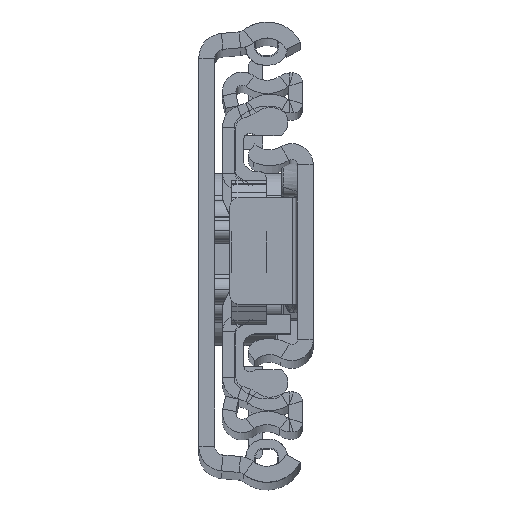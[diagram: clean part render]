
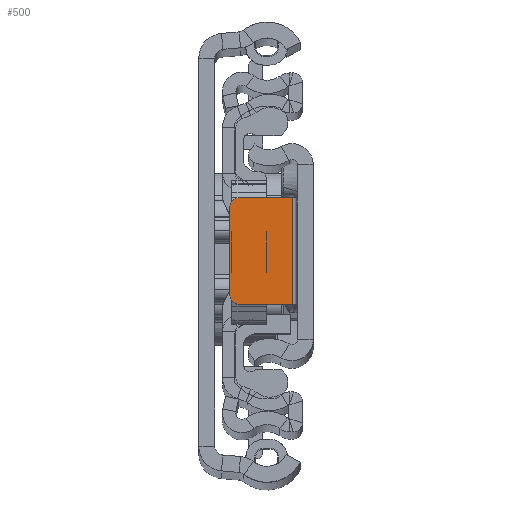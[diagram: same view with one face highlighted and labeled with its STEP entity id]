
A CAD part, top view. The second image highlights one B-rep face of the part: STEP entity #500.
In plain terms, the highlighted planar face has unit normal (0, 0, 1).
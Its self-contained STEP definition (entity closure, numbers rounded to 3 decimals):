
#500 = ADVANCED_FACE ( 'NONE', ( #9560 ), #16716, .T. ) ;
#1128 = EDGE_CURVE ( 'NONE', #10757, #21511, #24902, .T. ) ;
#4964 = AXIS2_PLACEMENT_3D ( 'NONE', #22968, #27953, #25143 ) ;
#5531 = DIRECTION ( 'NONE',  ( 1., 0., 0. ) ) ;
#5556 = CARTESIAN_POINT ( 'NONE',  ( -9.4, -4.849, -6.8 ) ) ;
#6062 = DIRECTION ( 'NONE',  ( -1., 0., 0. ) ) ;
#6764 = DIRECTION ( 'NONE',  ( 0., 0., 1. ) ) ;
#6870 = EDGE_LOOP ( 'NONE', ( #28782, #30725, #9608, #21099, #29296, #29464 ) ) ;
#7221 = CARTESIAN_POINT ( 'NONE',  ( -8.4, -5.849, -6.8 ) ) ;
#7373 = VECTOR ( 'NONE', #6062, 1000. ) ;
#7644 = LINE ( 'NONE', #12476, #26019 ) ;
#7954 = VECTOR ( 'NONE', #15167, 1000. ) ;
#8896 = VERTEX_POINT ( 'NONE', #8933 ) ;
#8933 = CARTESIAN_POINT ( 'NONE',  ( -2.3, 6.151, -6.8 ) ) ;
#9560 = FACE_OUTER_BOUND ( 'NONE', #6870, .T. ) ;
#9608 = ORIENTED_EDGE ( 'NONE', *, *, #1128, .F. ) ;
#10757 = VERTEX_POINT ( 'NONE', #30302 ) ;
#11457 = CIRCLE ( 'NONE', #4964, 1. ) ;
#11710 = AXIS2_PLACEMENT_3D ( 'NONE', #17549, #24688, #24378 ) ;
#11756 = CARTESIAN_POINT ( 'NONE',  ( 0., 0., -6.8 ) ) ;
#12476 = CARTESIAN_POINT ( 'NONE',  ( -9.4, 6.151, -6.8 ) ) ;
#13268 = EDGE_CURVE ( 'NONE', #16881, #8896, #15037, .T. ) ;
#13400 = EDGE_CURVE ( 'NONE', #17594, #28527, #7644, .T. ) ;
#14947 = EDGE_CURVE ( 'NONE', #16881, #28527, #15672, .T. ) ;
#15037 = LINE ( 'NONE', #29186, #23044 ) ;
#15167 = DIRECTION ( 'NONE',  ( 0., -1., 0. ) ) ;
#15672 = CIRCLE ( 'NONE', #11710, 1. ) ;
#16716 = PLANE ( 'NONE',  #27688 ) ;
#16881 = VERTEX_POINT ( 'NONE', #19506 ) ;
#17549 = CARTESIAN_POINT ( 'NONE',  ( -8.4, 5.151, -6.8 ) ) ;
#17594 = VERTEX_POINT ( 'NONE', #5556 ) ;
#19200 = DIRECTION ( 'NONE',  ( 0., 1., 0. ) ) ;
#19506 = CARTESIAN_POINT ( 'NONE',  ( -8.4, 6.151, -6.8 ) ) ;
#21099 = ORIENTED_EDGE ( 'NONE', *, *, #27798, .F. ) ;
#21511 = VERTEX_POINT ( 'NONE', #7221 ) ;
#22013 = CARTESIAN_POINT ( 'NONE',  ( -2.3, 6.151, -6.8 ) ) ;
#22578 = CARTESIAN_POINT ( 'NONE',  ( -9.4, -5.849, -6.8 ) ) ;
#22968 = CARTESIAN_POINT ( 'NONE',  ( -8.4, -4.849, -6.8 ) ) ;
#23044 = VECTOR ( 'NONE', #5531, 1000. ) ;
#24378 = DIRECTION ( 'NONE',  ( 1., 0., 0. ) ) ;
#24688 = DIRECTION ( 'NONE',  ( 0., 0., 1. ) ) ;
#24902 = LINE ( 'NONE', #22578, #7373 ) ;
#25143 = DIRECTION ( 'NONE',  ( 1., 0., 0. ) ) ;
#26019 = VECTOR ( 'NONE', #19200, 1000. ) ;
#26206 = DIRECTION ( 'NONE',  ( 1., 0., 0. ) ) ;
#27688 = AXIS2_PLACEMENT_3D ( 'NONE', #11756, #6764, #26206 ) ;
#27705 = EDGE_CURVE ( 'NONE', #17594, #21511, #11457, .T. ) ;
#27798 = EDGE_CURVE ( 'NONE', #8896, #10757, #29006, .T. ) ;
#27953 = DIRECTION ( 'NONE',  ( 0., 0., 1. ) ) ;
#28527 = VERTEX_POINT ( 'NONE', #29362 ) ;
#28782 = ORIENTED_EDGE ( 'NONE', *, *, #13400, .F. ) ;
#29006 = LINE ( 'NONE', #22013, #7954 ) ;
#29186 = CARTESIAN_POINT ( 'NONE',  ( -1.8, 6.151, -6.8 ) ) ;
#29296 = ORIENTED_EDGE ( 'NONE', *, *, #13268, .F. ) ;
#29362 = CARTESIAN_POINT ( 'NONE',  ( -9.4, 5.151, -6.8 ) ) ;
#29464 = ORIENTED_EDGE ( 'NONE', *, *, #14947, .T. ) ;
#30302 = CARTESIAN_POINT ( 'NONE',  ( -2.3, -5.849, -6.8 ) ) ;
#30725 = ORIENTED_EDGE ( 'NONE', *, *, #27705, .T. ) ;
